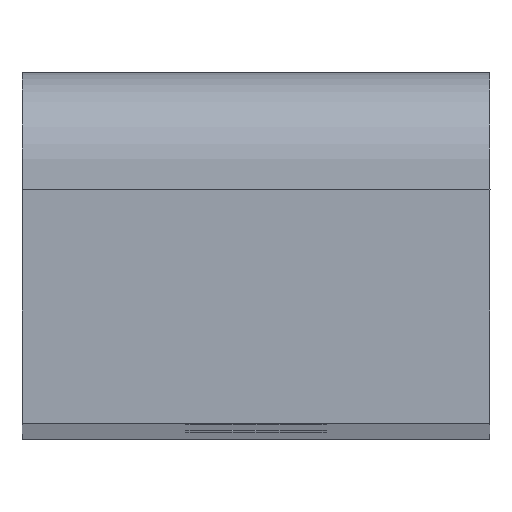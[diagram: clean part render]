
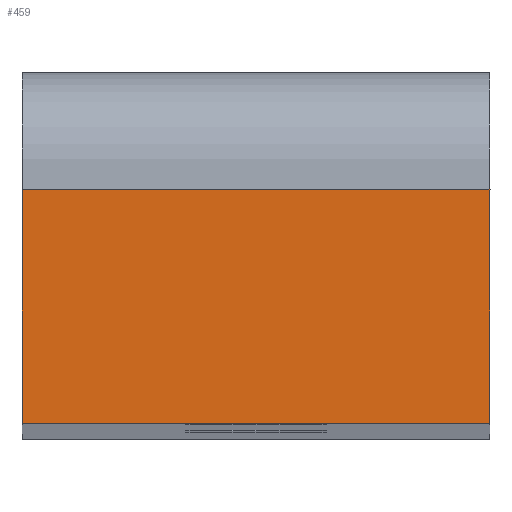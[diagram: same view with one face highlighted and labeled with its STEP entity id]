
A CAD part, top view. The second image highlights one B-rep face of the part: STEP entity #459.
In plain terms, the highlighted free-form (B-spline) face has degree [1, 1] with [2, 2] control points.
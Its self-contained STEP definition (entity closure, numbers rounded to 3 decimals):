
#61=LINE('',#665,#91);
#62=LINE('',#670,#92);
#63=LINE('',#672,#93);
#64=LINE('',#674,#94);
#91=VECTOR('',#534,1000.);
#92=VECTOR('',#535,1000.);
#93=VECTOR('',#536,1000.);
#94=VECTOR('',#537,1000.);
#124=ORIENTED_EDGE('',*,*,#256,.F.);
#125=ORIENTED_EDGE('',*,*,#255,.T.);
#126=ORIENTED_EDGE('',*,*,#257,.T.);
#127=ORIENTED_EDGE('',*,*,#258,.F.);
#255=EDGE_CURVE('',#319,#321,#61,.T.);
#256=EDGE_CURVE('',#319,#322,#62,.T.);
#257=EDGE_CURVE('',#321,#323,#63,.T.);
#258=EDGE_CURVE('',#322,#323,#64,.T.);
#319=VERTEX_POINT('',#653);
#321=VERTEX_POINT('',#664);
#322=VERTEX_POINT('',#671);
#323=VERTEX_POINT('',#673);
#367=EDGE_LOOP('',(#124,#125,#126,#127));
#407=FACE_BOUND('',#367,.T.);
#447=B_SPLINE_SURFACE_WITH_KNOTS('',1,1,((#666,#667),(#668,#669)),
 .PLANE_SURF.,.F.,.F.,.F.,(2,2),(2,2),(0.,1.),(0.,1.),.UNSPECIFIED.);
#459=ADVANCED_FACE('',(#407),#447,.T.);
#534=DIRECTION('',(-1.,0.,0.));
#535=DIRECTION('',(0.,-1.,0.));
#536=DIRECTION('',(0.,-1.,0.));
#537=DIRECTION('',(-1.,0.,0.));
#653=CARTESIAN_POINT('',(5.,5.,96.893));
#664=CARTESIAN_POINT('',(-5.,5.,96.893));
#665=CARTESIAN_POINT('',(0.,5.,96.893));
#666=CARTESIAN_POINT('',(-5.5,5.25,96.893));
#667=CARTESIAN_POINT('',(5.5,5.25,96.893));
#668=CARTESIAN_POINT('',(-5.5,-0.25,96.893));
#669=CARTESIAN_POINT('',(5.5,-0.25,96.893));
#670=CARTESIAN_POINT('',(5.,7.5,96.893));
#671=CARTESIAN_POINT('',(5.,0.,96.893));
#672=CARTESIAN_POINT('',(-5.,7.5,96.893));
#673=CARTESIAN_POINT('',(-5.,0.,96.893));
#674=CARTESIAN_POINT('',(0.,0.,96.893));
